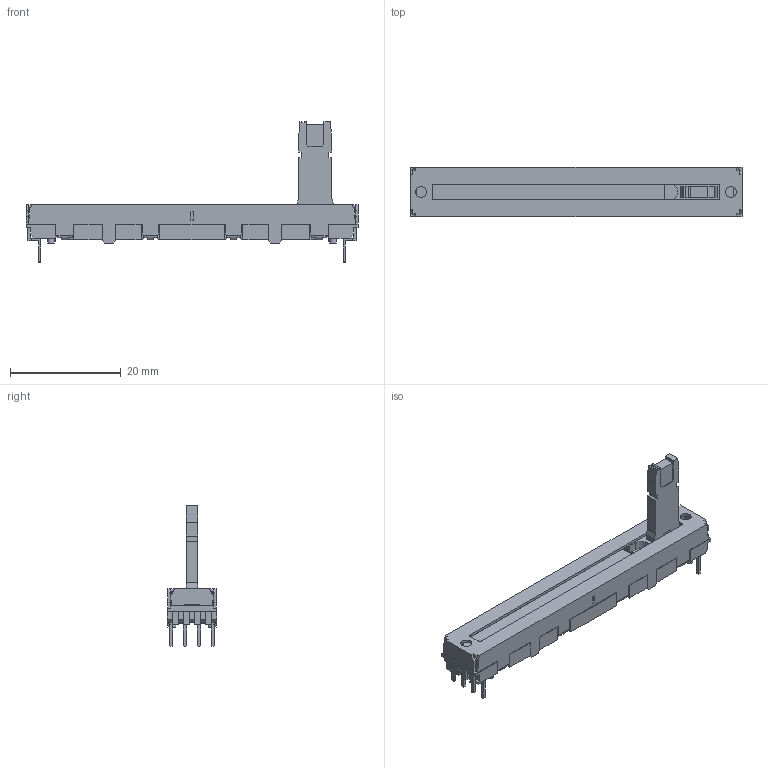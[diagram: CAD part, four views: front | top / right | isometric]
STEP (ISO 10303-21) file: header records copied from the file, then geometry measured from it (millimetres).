
FILE_DESCRIPTION(/* description */ (''),/* implementation_level */ '2;1');
FILE_NAME(/* name */ 'bourns ptl45-15xx-xxxxx.step',/* time_stamp */ '2022-03-20T07:30:43+00:00',/* author */ (''),/* organization */ (''),/* preprocessor_version */ 'ST-DEVELOPER v18.1',/* originating_system */ 'Autodesk Translation Framework v10.13.0.1454',/* authorisation */ '');
FILE_SCHEMA (('AUTOMOTIVE_DESIGN { 1 0 10303 214 3 1 1 }'));
Length unit declared in the file: millimetre
Products named in the file (1): bourns ptl45-15xx-xxxxx
Bounding box: 60 x 9 x 25.45 mm (x, y, z)
Volume: 2139.6 mm3; surface area: 3931.8 mm2
Topology: 2 solids, 2 shells, 657 faces, 1857 edges, 1209 vertices
Faces by surface type: plane 546, cylinder 78, bspline 32, cone 1
Full cylindrical faces by diameter (mm): 0.98 x2, 1 x1, 1.2 x4, 1.6 x1, 2 x2
Entity records: 23071 total; most frequent: CARTESIAN_POINT 5920, ORIENTED_EDGE 3714, DIRECTION 3253, EDGE_CURVE 1857, LINE 1641, VECTOR 1641, VERTEX_POINT 1209, AXIS2_PLACEMENT_3D 806
